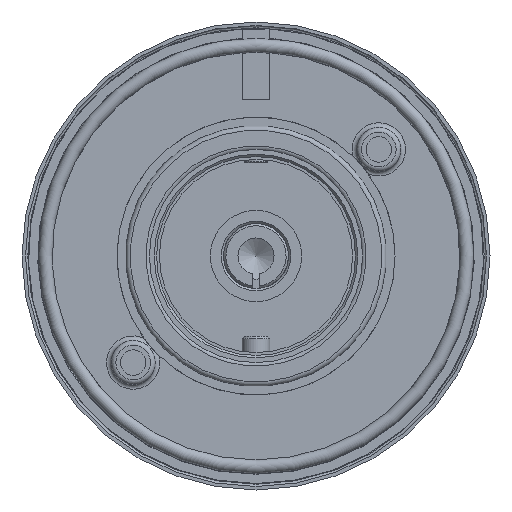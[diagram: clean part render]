
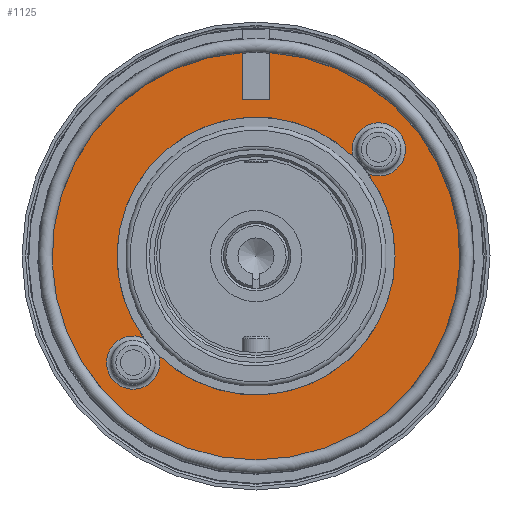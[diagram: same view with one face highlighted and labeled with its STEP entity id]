
A CAD part, front view. The second image highlights one B-rep face of the part: STEP entity #1125.
In plain terms, the highlighted planar face has unit normal (0, -1, 0).
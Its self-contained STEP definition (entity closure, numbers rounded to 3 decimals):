
#26=LINE('',#2185,#48);
#33=LINE('',#2363,#55);
#34=LINE('',#2367,#56);
#48=VECTOR('',#1435,1000.);
#55=VECTOR('',#1506,1000.);
#56=VECTOR('',#1511,1000.);
#150=PLANE('',#1248);
#269=ORIENTED_EDGE('',*,*,#406,.F.);
#270=ORIENTED_EDGE('',*,*,#401,.T.);
#271=ORIENTED_EDGE('',*,*,#399,.F.);
#272=ORIENTED_EDGE('',*,*,#403,.T.);
#273=ORIENTED_EDGE('',*,*,#419,.T.);
#274=ORIENTED_EDGE('',*,*,#390,.T.);
#275=ORIENTED_EDGE('',*,*,#418,.F.);
#276=ORIENTED_EDGE('',*,*,#420,.F.);
#390=EDGE_CURVE('',#508,#507,#26,.T.);
#399=EDGE_CURVE('',#516,#517,#606,.F.);
#401=EDGE_CURVE('',#518,#517,#607,.T.);
#403=EDGE_CURVE('',#516,#519,#608,.T.);
#406=EDGE_CURVE('',#518,#519,#611,.F.);
#418=EDGE_CURVE('',#530,#507,#33,.T.);
#419=EDGE_CURVE('',#531,#508,#619,.T.);
#420=EDGE_CURVE('',#531,#530,#34,.T.);
#507=VERTEX_POINT('',#2184);
#508=VERTEX_POINT('',#2186);
#516=VERTEX_POINT('',#2243);
#517=VERTEX_POINT('',#2244);
#518=VERTEX_POINT('',#2287);
#519=VERTEX_POINT('',#2328);
#530=VERTEX_POINT('',#2362);
#531=VERTEX_POINT('',#2366);
#606=CIRCLE('',#1226,5.75);
#607=CIRCLE('',#1228,30.);
#608=CIRCLE('',#1229,30.);
#611=CIRCLE('',#1233,5.75);
#619=CIRCLE('',#1249,44.);
#726=EDGE_LOOP('',(#269,#270,#271,#272));
#727=EDGE_LOOP('',(#273,#274,#275,#276));
#841=FACE_BOUND('',#726,.T.);
#842=FACE_BOUND('',#727,.T.);
#1125=ADVANCED_FACE('',(#841,#842),#150,.F.);
#1226=AXIS2_PLACEMENT_3D('',#2242,#1458,#1459);
#1228=AXIS2_PLACEMENT_3D('',#2286,#1462,#1463);
#1229=AXIS2_PLACEMENT_3D('',#2329,#1464,#1465);
#1233=AXIS2_PLACEMENT_3D('',#2335,#1472,#1473);
#1248=AXIS2_PLACEMENT_3D('',#2364,#1507,#1508);
#1249=AXIS2_PLACEMENT_3D('',#2365,#1509,#1510);
#1435=DIRECTION('',(0.,0.,-1.));
#1458=DIRECTION('',(0.,1.,0.));
#1459=DIRECTION('',(1.,0.,0.));
#1462=DIRECTION('',(0.,1.,0.));
#1463=DIRECTION('',(-1.,0.,0.));
#1464=DIRECTION('',(0.,1.,0.));
#1465=DIRECTION('',(1.,0.,0.));
#1472=DIRECTION('',(0.,1.,0.));
#1473=DIRECTION('',(1.,0.,0.));
#1506=DIRECTION('',(1.,0.,0.));
#1507=DIRECTION('',(0.,1.,0.));
#1508=DIRECTION('',(1.,0.,0.));
#1509=DIRECTION('',(0.,-1.,0.));
#1510=DIRECTION('',(-0.068,0.,0.998));
#1511=DIRECTION('',(0.,0.,-1.));
#2184=CARTESIAN_POINT('',(3.,76.494,-166.199));
#2185=CARTESIAN_POINT('',(3.,76.494,-156.102));
#2186=CARTESIAN_POINT('',(3.,76.494,-156.102));
#2242=CARTESIAN_POINT('',(26.5,76.494,-176.999));
#2243=CARTESIAN_POINT('',(24.2,76.494,-182.269));
#2244=CARTESIAN_POINT('',(20.959,76.494,-178.535));
#2286=CARTESIAN_POINT('',(0.,76.494,-199.999));
#2287=CARTESIAN_POINT('',(-24.2,76.494,-217.729));
#2328=CARTESIAN_POINT('',(-20.959,76.494,-221.464));
#2329=CARTESIAN_POINT('',(0.,76.494,-199.999));
#2335=CARTESIAN_POINT('',(-26.5,76.494,-222.999));
#2362=CARTESIAN_POINT('',(-3.,76.494,-166.199));
#2363=CARTESIAN_POINT('',(-3.,76.494,-166.199));
#2364=CARTESIAN_POINT('',(0.,76.494,-199.999));
#2365=CARTESIAN_POINT('',(0.,76.494,-199.999));
#2366=CARTESIAN_POINT('',(-3.,76.494,-156.102));
#2367=CARTESIAN_POINT('',(-3.,76.494,-156.102));
